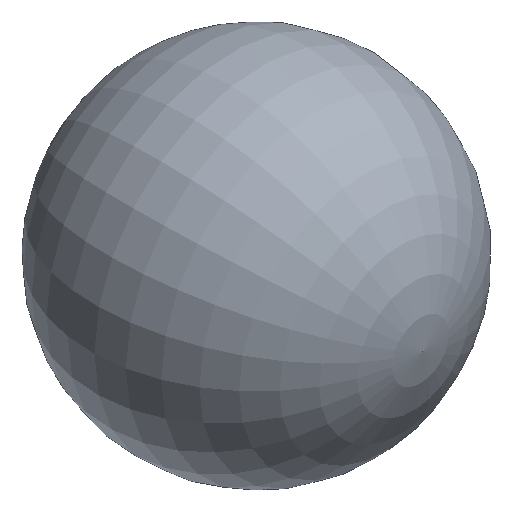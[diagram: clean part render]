
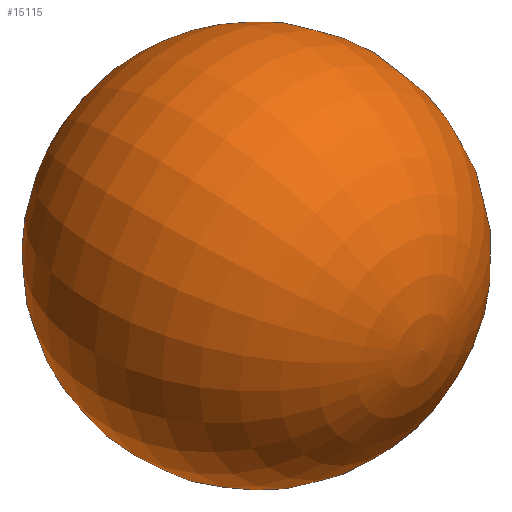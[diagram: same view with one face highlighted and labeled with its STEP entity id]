
A CAD part, isometric view. The second image highlights one B-rep face of the part: STEP entity #15115.
In plain terms, the highlighted toroidal (fillet/blend) face has major radius 0.472 mm and minor radius 200 mm.
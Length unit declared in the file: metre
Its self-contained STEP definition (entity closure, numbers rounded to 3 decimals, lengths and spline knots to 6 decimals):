
#347=DEGENERATE_TOROIDAL_SURFACE('',#16637,0.000472,0.2,.T.);
#353=VERTEX_LOOP('',#10831);
#532=B_SPLINE_CURVE_WITH_KNOTS('',3,(#25350,#25351,#25352,#25353,#25354,
#25355,#25356,#25357,#25358,#25359,#25360,#25361,#25362,#25363,#25364,#25365,
#25366,#25367),.UNSPECIFIED.,.F.,.F.,(4,2,2,2,2,2,2,2,4),(0.,0.001021,
0.002041,0.003062,0.004082,0.005103,
0.006124,0.007144,0.008165),
 .UNSPECIFIED.);
#537=B_SPLINE_CURVE_WITH_KNOTS('',3,(#25418,#25419,#25420,#25421,#25422,
#25423,#25424,#25425,#25426,#25427,#25428,#25429,#25430,#25431,#25432,#25433,
#25434,#25435),.UNSPECIFIED.,.F.,.F.,(4,2,2,2,2,2,2,2,4),(0.008165,
0.009186,0.010206,0.011227,0.012248,
0.013268,0.014289,0.01531,0.01633),
 .UNSPECIFIED.);
#6266=ORIENTED_EDGE('',*,*,#8897,.T.);
#6267=ORIENTED_EDGE('',*,*,#8902,.T.);
#6268=ORIENTED_EDGE('',*,*,#8882,.T.);
#8882=EDGE_CURVE('',#10737,#10738,#11829,.T.);
#8897=EDGE_CURVE('',#10738,#10750,#532,.T.);
#8902=EDGE_CURVE('',#10750,#10737,#537,.T.);
#10737=VERTEX_POINT('',#25263);
#10738=VERTEX_POINT('',#25264);
#10750=VERTEX_POINT('',#25368);
#10831=VERTEX_POINT('',#26288);
#11829=CIRCLE('',#16498,0.034986);
#12891=EDGE_LOOP('',(#6266,#6267,#6268));
#13884=FACE_BOUND('',#12891,.T.);
#13885=FACE_BOUND('',#353,.T.);
#15115=ADVANCED_FACE('',(#13884,#13885),#347,.T.);
#16498=AXIS2_PLACEMENT_3D('',#25262,#20051,#20052);
#16637=AXIS2_PLACEMENT_3D('',#26287,#20395,#20396);
#20051=DIRECTION('',(0.,0.,-1.));
#20052=DIRECTION('',(1.,0.,0.));
#20395=DIRECTION('',(0.,0.,1.));
#20396=DIRECTION('',(1.,0.,0.));
#25262=CARTESIAN_POINT('',(0.,0.,-0.0425));
#25263=CARTESIAN_POINT('',(0.034553,-0.005488,-0.0425));
#25264=CARTESIAN_POINT('',(0.034553,0.005488,-0.0425));
#25350=CARTESIAN_POINT('',(0.034553,0.005488,-0.0425));
#25351=CARTESIAN_POINT('',(0.034215,0.005455,-0.042559));
#25352=CARTESIAN_POINT('',(0.033886,0.005392,-0.042617));
#25353=CARTESIAN_POINT('',(0.03324,0.005206,-0.04273));
#25354=CARTESIAN_POINT('',(0.032922,0.005082,-0.042786));
#25355=CARTESIAN_POINT('',(0.03232,0.004781,-0.042892));
#25356=CARTESIAN_POINT('',(0.032034,0.004604,-0.042942));
#25357=CARTESIAN_POINT('',(0.031497,0.004199,-0.043036));
#25358=CARTESIAN_POINT('',(0.031243,0.003967,-0.04308));
#25359=CARTESIAN_POINT('',(0.030787,0.003468,-0.04316));
#25360=CARTESIAN_POINT('',(0.030583,0.003199,-0.043196));
#25361=CARTESIAN_POINT('',(0.030225,0.002623,-0.043258));
#25362=CARTESIAN_POINT('',(0.03007,0.002314,-0.043285));
#25363=CARTESIAN_POINT('',(0.029824,0.001681,-0.043328));
#25364=CARTESIAN_POINT('',(0.029731,0.001354,-0.043344));
#25365=CARTESIAN_POINT('',(0.029604,0.000679,-0.043367));
#25366=CARTESIAN_POINT('',(0.029573,0.000339,-0.043372));
#25367=CARTESIAN_POINT('',(0.029573,0.,-0.043372));
#25368=CARTESIAN_POINT('',(0.029573,0.,-0.043372));
#25418=CARTESIAN_POINT('',(0.029573,0.,-0.043372));
#25419=CARTESIAN_POINT('',(0.029573,-0.000339,-0.043372));
#25420=CARTESIAN_POINT('',(0.029604,-0.000681,-0.043367));
#25421=CARTESIAN_POINT('',(0.029731,-0.001355,-0.043344));
#25422=CARTESIAN_POINT('',(0.029824,-0.001681,-0.043328));
#25423=CARTESIAN_POINT('',(0.03007,-0.002313,-0.043285));
#25424=CARTESIAN_POINT('',(0.030224,-0.002622,-0.043258));
#25425=CARTESIAN_POINT('',(0.030583,-0.003199,-0.043196));
#25426=CARTESIAN_POINT('',(0.030786,-0.003468,-0.04316));
#25427=CARTESIAN_POINT('',(0.031242,-0.003967,-0.04308));
#25428=CARTESIAN_POINT('',(0.031497,-0.004199,-0.043036));
#25429=CARTESIAN_POINT('',(0.032034,-0.004604,-0.042942));
#25430=CARTESIAN_POINT('',(0.03232,-0.004781,-0.042892));
#25431=CARTESIAN_POINT('',(0.032924,-0.005083,-0.042786));
#25432=CARTESIAN_POINT('',(0.033241,-0.005206,-0.04273));
#25433=CARTESIAN_POINT('',(0.033886,-0.005392,-0.042617));
#25434=CARTESIAN_POINT('',(0.034215,-0.005455,-0.042559));
#25435=CARTESIAN_POINT('',(0.034553,-0.005488,-0.0425));
#26287=CARTESIAN_POINT('',(0.,0.,0.154499));
#26288=CARTESIAN_POINT('',(0.,0.,-0.0455));
